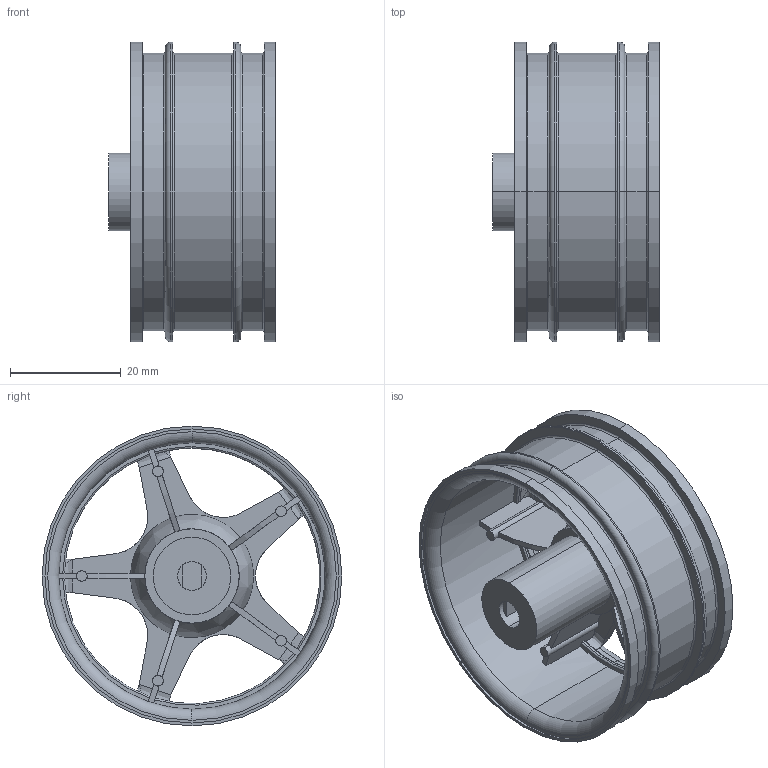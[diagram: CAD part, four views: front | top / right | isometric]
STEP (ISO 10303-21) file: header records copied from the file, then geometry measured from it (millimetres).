
FILE_DESCRIPTION (( 'STEP AP214' ), '1' );
FILE_NAME ('Wheel.STEP', '2018-04-06T23:10:14', ( '' ), ( '' ), 'SwSTEP 2.0', 'SolidWorks 2018', '' );
FILE_SCHEMA (( 'AUTOMOTIVE_DESIGN' ));
Length unit declared in the file: millimetre
Products named in the file (1): Wheel
Bounding box: 30 x 54 x 54 mm (x, y, z)
Volume: 12507.3 mm3; surface area: 16305.4 mm2
Topology: 1 solids, 1 shells, 275 faces, 758 edges, 499 vertices
Faces by surface type: plane 90, cylinder 74, bspline 57, torus 54
Entity records: 13319 total; most frequent: CARTESIAN_POINT 6641, ORIENTED_EDGE 1516, DIRECTION 1242, EDGE_CURVE 758, AXIS2_PLACEMENT_3D 506, VERTEX_POINT 499, EDGE_LOOP 299, CIRCLE 287
